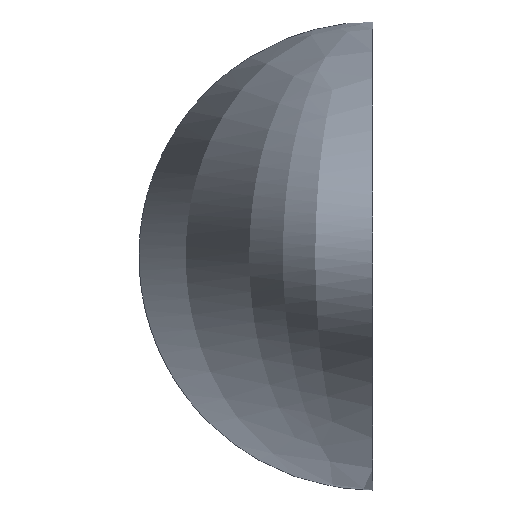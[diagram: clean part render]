
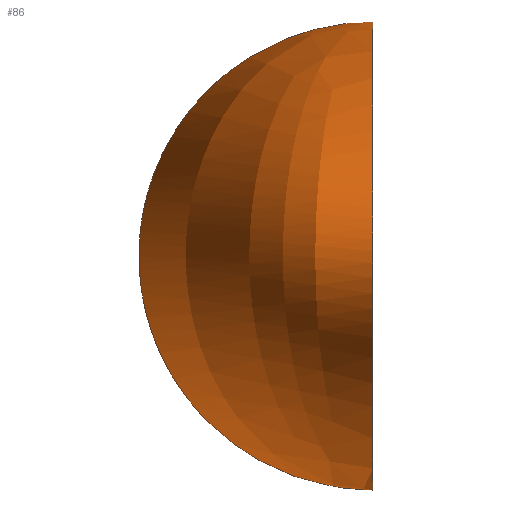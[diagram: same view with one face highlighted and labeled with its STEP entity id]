
A CAD part, left-side view. The second image highlights one B-rep face of the part: STEP entity #86.
In plain terms, the highlighted free-form (B-spline) face has degree [3, 3] with [7, 4] control points.
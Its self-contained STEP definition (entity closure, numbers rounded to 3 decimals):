
#86=ADVANCED_FACE('',(#112),#113,.F.);
#112=FACE_OUTER_BOUND('',#10008,.T.);
#113=(B_SPLINE_SURFACE(3,3,((#10010,#10011,#10012,#10013),(#10014,#10015,#10016,#10017),(#10018,#10019,#10020,#10021),(#10022,#10023,#10024,#10025),(#10026,#10027,#10028,#10029),(#10030,#10031,#10032,#10033),(#10034,#10035,#10036,#10037)),.UNSPECIFIED.,.T.,.F.,.F.)B_SPLINE_SURFACE_WITH_KNOTS((4,3,4),(4,4),(0.0,0.5,1.0),(0.0,1.0),.UNSPECIFIED.)RATIONAL_B_SPLINE_SURFACE(((1.0,0.333,0.333,1.0),(0.333,0.111,0.111,0.333),(0.333,0.111,0.111,0.333),(1.0,0.333,0.333,1.0),(0.333,0.111,0.111,0.333),(0.333,0.111,0.111,0.333),(1.0,0.333,0.333,1.0)))BOUNDED_SURFACE()REPRESENTATION_ITEM('')GEOMETRIC_REPRESENTATION_ITEM()SURFACE());
#10008=EDGE_LOOP('',(#10115,#10116));
#10010=CARTESIAN_POINT('',(2165.0,0.0,1008.409));
#10011=CARTESIAN_POINT('',(8287.726,0.0,1008.409));
#10012=CARTESIAN_POINT('',(8287.726,0.0,-1232.499));
#10013=CARTESIAN_POINT('',(2165.0,0.0,-1232.499));
#10014=CARTESIAN_POINT('',(2165.0,0.0,1008.409));
#10015=CARTESIAN_POINT('',(8287.726,4481.718,1008.409));
#10016=CARTESIAN_POINT('',(8287.726,4481.718,-1232.499));
#10017=CARTESIAN_POINT('',(2165.0,0.0,-1232.499));
#10018=CARTESIAN_POINT('',(2165.0,0.0,1008.409));
#10019=CARTESIAN_POINT('',(-3957.726,4481.718,1008.409));
#10020=CARTESIAN_POINT('',(-3957.726,4481.718,-1232.499));
#10021=CARTESIAN_POINT('',(2165.0,0.0,-1232.499));
#10022=CARTESIAN_POINT('',(2165.0,0.0,1008.409));
#10023=CARTESIAN_POINT('',(-3957.726,0.0,1008.409));
#10024=CARTESIAN_POINT('',(-3957.726,0.0,-1232.499));
#10025=CARTESIAN_POINT('',(2165.0,0.0,-1232.499));
#10026=CARTESIAN_POINT('',(2165.0,0.0,1008.409));
#10027=CARTESIAN_POINT('',(-3957.726,-4481.718,1008.409));
#10028=CARTESIAN_POINT('',(-3957.726,-4481.718,-1232.499));
#10029=CARTESIAN_POINT('',(2165.0,0.0,-1232.499));
#10030=CARTESIAN_POINT('',(2165.0,0.0,1008.409));
#10031=CARTESIAN_POINT('',(8287.726,-4481.718,1008.409));
#10032=CARTESIAN_POINT('',(8287.726,-4481.718,-1232.499));
#10033=CARTESIAN_POINT('',(2165.0,0.0,-1232.499));
#10034=CARTESIAN_POINT('',(2165.0,0.0,1008.409));
#10035=CARTESIAN_POINT('',(8287.726,0.0,1008.409));
#10036=CARTESIAN_POINT('',(8287.726,0.0,-1232.499));
#10037=CARTESIAN_POINT('',(2165.0,0.0,-1232.499));
#10115=ORIENTED_EDGE('',*,*,#10144,.T.);
#10116=ORIENTED_EDGE('',*,*,#10145,.F.);
#10144=EDGE_CURVE('',#10192,#10193,#10194,.T.);
#10145=EDGE_CURVE('',#10192,#10193,#10195,.T.);
#10192=VERTEX_POINT('',#10785);
#10193=VERTEX_POINT('',#10786);
#10194=B_SPLINE_CURVE_WITH_KNOTS('',3,(#10787,#10788,#10789,#10790,#10791,#10792,#10793,#10794,#10795,#10796,#10797,#10798,#10799,#10800,#10801,#10802,#10803,#10804,#10805,#10806,#10807,#10808,#10809,#10810,#10811,#10812,#10813,#10814,#10815,#10816,#10817,#10818,#10819,#10820),.UNSPECIFIED.,.F.,.F.,(4,2,2,2,2,2,2,2,2,2,2,2,2,2,2,2,4),(-7637.984,-7629.379,-6778.669,-6190.705,-5687.923,-4772.406,-4396.182,-4055.212,-3813.124,-3586.387,-3303.095,-2881.688,-2074.946,-1513.923,-793.062,-0.0,8.671),.UNSPECIFIED.);
#10195=(B_SPLINE_CURVE(3,(#10822,#10823,#10824,#10825),.UNSPECIFIED.,.F.,.F.)B_SPLINE_CURVE_WITH_KNOTS((4,4),(-1.0,-0.0),.UNSPECIFIED.)RATIONAL_B_SPLINE_CURVE((1.0,0.333,0.333,1.0))BOUNDED_CURVE()REPRESENTATION_ITEM('')GEOMETRIC_REPRESENTATION_ITEM()CURVE());
#10785=CARTESIAN_POINT('',(2165.0,0.0,-1232.499));
#10786=CARTESIAN_POINT('',(2165.0,0.0,1008.409));
#10787=CARTESIAN_POINT('',(2165.0,0.0,-1232.499));
#10788=CARTESIAN_POINT('',(2162.11,0.0,-1232.499));
#10789=CARTESIAN_POINT('',(2159.219,0.0,-1232.498));
#10790=CARTESIAN_POINT('',(1870.582,0.0,-1232.199));
#10791=CARTESIAN_POINT('',(1581.033,0.0,-1217.248));
#10792=CARTESIAN_POINT('',(1100.979,0.0,-1165.311));
#10793=CARTESIAN_POINT('',(903.568,0.0,-1136.126));
#10794=CARTESIAN_POINT('',(544.729,0.0,-1065.189));
#10795=CARTESIAN_POINT('',(378.175,0.0,-1025.056));
#10796=CARTESIAN_POINT('',(-76.707,0.0,-887.719));
#10797=CARTESIAN_POINT('',(-322.404,0.0,-779.859));
#10798=CARTESIAN_POINT('',(-583.951,0.0,-608.459));
#10799=CARTESIAN_POINT('',(-658.402,0.0,-550.686));
#10800=CARTESIAN_POINT('',(-778.865,0.0,-425.861));
#10801=CARTESIAN_POINT('',(-829.24,0.0,-357.725));
#10802=CARTESIAN_POINT('',(-883.635,0.0,-227.788));
#10803=CARTESIAN_POINT('',(-896.245,0.0,-171.334));
#10804=CARTESIAN_POINT('',(-896.473,0.0,-58.114));
#10805=CARTESIAN_POINT('',(-885.617,0.0,-5.011));
#10806=CARTESIAN_POINT('',(-840.913,0.0,109.802));
#10807=CARTESIAN_POINT('',(-802.887,0.0,168.107));
#10808=CARTESIAN_POINT('',(-692.653,0.0,297.995));
#10809=CARTESIAN_POINT('',(-610.03,0.0,365.52));
#10810=CARTESIAN_POINT('',(-363.526,0.0,531.704));
#10811=CARTESIAN_POINT('',(-151.977,0.0,631.021));
#10812=CARTESIAN_POINT('',(278.961,0.0,774.852));
#10813=CARTESIAN_POINT('',(463.681,0.0,822.629));
#10814=CARTESIAN_POINT('',(881.07,0.0,909.906));
#10815=CARTESIAN_POINT('',(1122.776,0.0,945.37));
#10816=CARTESIAN_POINT('',(1624.645,0.0,995.315));
#10817=CARTESIAN_POINT('',(1891.975,0.0,1008.13));
#10818=CARTESIAN_POINT('',(2159.219,0.0,1008.407));
#10819=CARTESIAN_POINT('',(2162.11,0.0,1008.409));
#10820=CARTESIAN_POINT('',(2165.0,0.0,1008.409));
#10822=CARTESIAN_POINT('',(2165.0,0.0,-1232.499));
#10823=CARTESIAN_POINT('',(8287.726,0.0,-1232.499));
#10824=CARTESIAN_POINT('',(8287.726,0.0,1008.409));
#10825=CARTESIAN_POINT('',(2165.0,0.0,1008.409));
